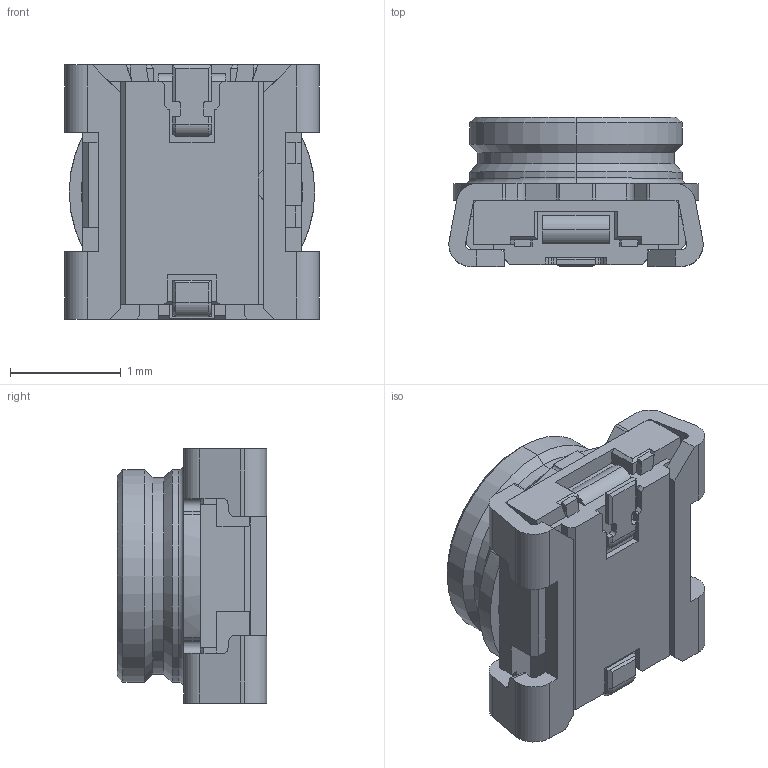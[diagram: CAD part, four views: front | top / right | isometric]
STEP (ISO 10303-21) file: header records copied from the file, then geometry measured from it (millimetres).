
FILE_DESCRIPTION (( 'STEP AP214' ), '1' );
FILE_NAME ('I-PEX MHF SW23 Coax Connector.STEP', '2021-01-31T21:31:41', ( '' ), ( '' ), 'SwSTEP 2.0', 'SolidWorks 2018', '' );
FILE_SCHEMA (( 'AUTOMOTIVE_DESIGN' ));
Length unit declared in the file: millimetre
Products named in the file (1): I-PEX MHF SW23 Coax Connector
Bounding box: 2.3 x 1.35 x 2.3 mm (x, y, z)
Volume: 3.9 mm3; surface area: 35 mm2
Topology: 1 solids, 1 shells, 370 faces, 1067 edges, 684 vertices
Faces by surface type: plane 258, cylinder 81, cone 21, torus 10
Entity records: 16106 total; most frequent: CARTESIAN_POINT 2290, ORIENTED_EDGE 2134, DIRECTION 1999, EDGE_CURVE 1067, LINE 849, VECTOR 849, VERTEX_POINT 684, AXIS2_PLACEMENT_3D 575
